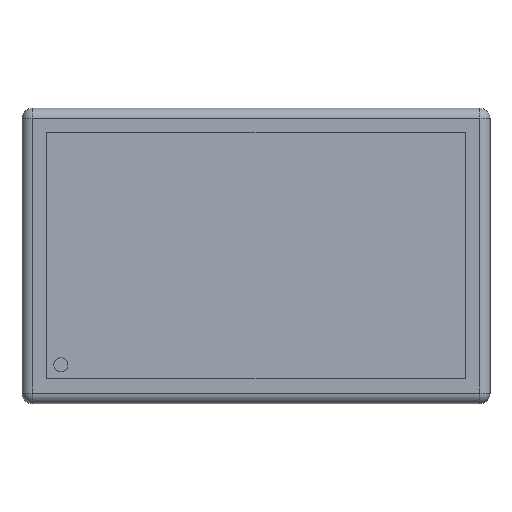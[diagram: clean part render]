
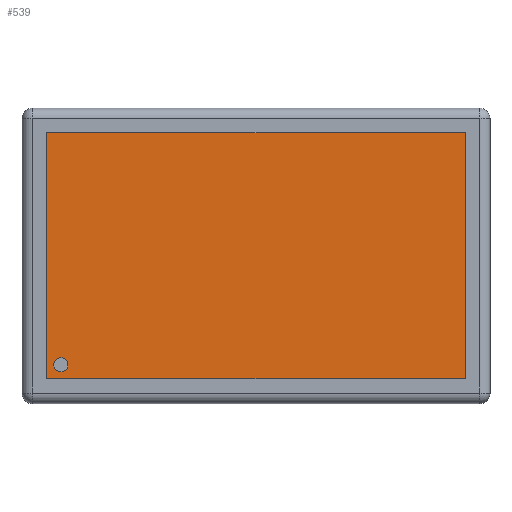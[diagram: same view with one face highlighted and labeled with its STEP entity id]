
A CAD part, top view. The second image highlights one B-rep face of the part: STEP entity #539.
In plain terms, the highlighted planar face has unit normal (0, 0, 1).
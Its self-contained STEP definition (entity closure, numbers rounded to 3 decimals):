
#19=LINE($,#900,#51);
#23=LINE($,#908,#55);
#26=LINE($,#914,#58);
#29=LINE($,#919,#61);
#51=VECTOR($,#729,17.4);
#55=VECTOR($,#735,29.6);
#58=VECTOR($,#740,17.4);
#61=VECTOR($,#745,29.6);
#110=PLANE($,#618);
#127=FACE_BOUND($,#207,.T.);
#153=FACE_OUTER_BOUND($,#206,.T.);
#206=EDGE_LOOP($,(#414,#415,#416,#417));
#207=EDGE_LOOP($,(#418));
#245=CIRCLE($,#613,0.5);
#277=VERTEX_POINT($,#895);
#278=VERTEX_POINT($,#898);
#279=VERTEX_POINT($,#899);
#282=VERTEX_POINT($,#907);
#284=VERTEX_POINT($,#913);
#321=EDGE_CURVE($,#277,#277,#245,.T.);
#322=EDGE_CURVE($,#278,#279,#19,.T.);
#326=EDGE_CURVE($,#279,#282,#23,.T.);
#329=EDGE_CURVE($,#282,#284,#26,.T.);
#332=EDGE_CURVE($,#284,#278,#29,.T.);
#414=ORIENTED_EDGE($,*,*,#322,.F.);
#415=ORIENTED_EDGE($,*,*,#332,.F.);
#416=ORIENTED_EDGE($,*,*,#329,.F.);
#417=ORIENTED_EDGE($,*,*,#326,.F.);
#418=ORIENTED_EDGE($,*,*,#321,.T.);
#539=ADVANCED_FACE($,(#153,#127),#110,.T.);
#613=AXIS2_PLACEMENT_3D($,#896,#725,#726);
#618=AXIS2_PLACEMENT_3D($,#921,#747,#748);
#725=DIRECTION('center_axis',(0.,0.,
-1.));
#726=DIRECTION('ref_axis',(1.,0.,0.));
#729=DIRECTION($,(0.,-1.,0.));
#735=DIRECTION($,(-1.,0.,0.));
#740=DIRECTION($,(0.,1.,0.));
#745=DIRECTION($,(1.,0.,0.));
#747=DIRECTION('center_axis',(0.,0.,
1.));
#748=DIRECTION('ref_axis',(1.,0.,0.));
#895=CARTESIAN_POINT('',(-13.3,-7.7,10.8));
#896=CARTESIAN_POINT('Origin',(-13.8,-7.7,10.8));
#898=CARTESIAN_POINT('',(14.8,8.7,10.8));
#899=CARTESIAN_POINT('',(14.8,-8.7,10.8));
#900=CARTESIAN_POINT($,(14.8,8.7,10.8));
#907=CARTESIAN_POINT('',(-14.8,-8.7,10.8));
#908=CARTESIAN_POINT($,(14.8,-8.7,10.8));
#913=CARTESIAN_POINT('',(-14.8,8.7,10.8));
#914=CARTESIAN_POINT($,(-14.8,-8.7,10.8));
#919=CARTESIAN_POINT($,(-14.8,8.7,10.8));
#921=CARTESIAN_POINT('Origin',(0.,0.,
10.8));
